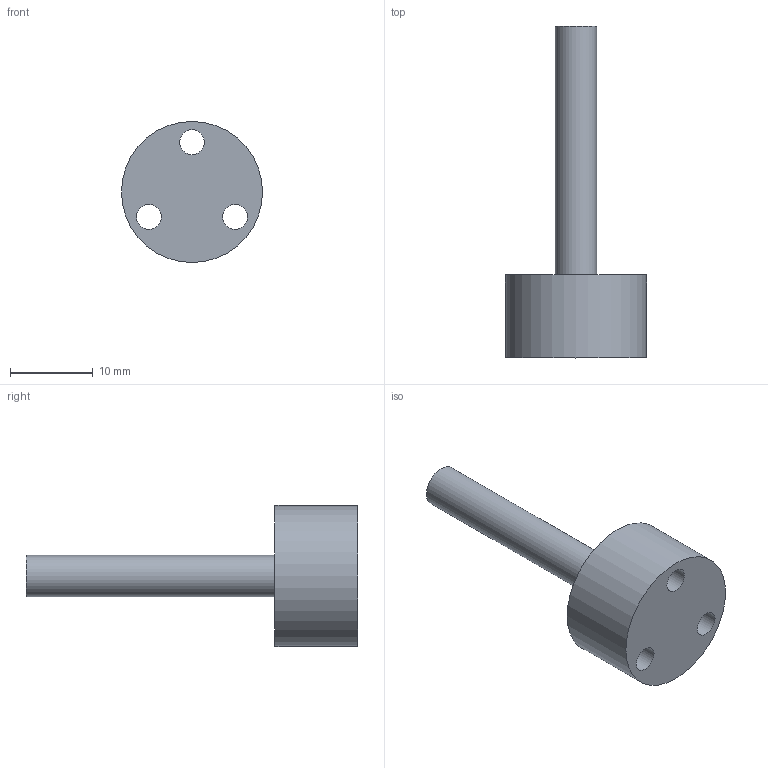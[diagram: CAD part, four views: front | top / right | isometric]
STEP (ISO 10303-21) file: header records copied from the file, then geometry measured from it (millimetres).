
FILE_DESCRIPTION(/* description */ (''),/* implementation_level */ '2;1');
FILE_NAME(/* name */ 'Motor top.stp',/* time_stamp */ '2015-05-12T06:51:07-07:00',/* author */ ('Admin'),/* organization */ (''),/* preprocessor_version */ 'ST-DEVELOPER v16.1',/* originating_system */ 'Autodesk Inventor 2016',/* authorisation */ '');
FILE_SCHEMA (('AUTOMOTIVE_DESIGN { 1 0 10303 214 3 1 1 }'));
Length unit declared in the file: inch
Products named in the file (1): Motor top
Bounding box: 17 x 40 x 17 mm (x, y, z)
Volume: 2646.8 mm3; surface area: 1699.6 mm2
Topology: 1 solids, 1 shells, 8 faces, 15 edges, 10 vertices
Faces by surface type: cylinder 5, plane 3
Full cylindrical faces by diameter (mm): 3 x3, 5 x1, 17 x1
Entity records: 222 total; most frequent: DIRECTION 38, CARTESIAN_POINT 29, EDGE_LOOP 20, ORIENTED_EDGE 20, AXIS2_PLACEMENT_3D 19, FACE_BOUND 12, CIRCLE 10, VERTEX_POINT 10
